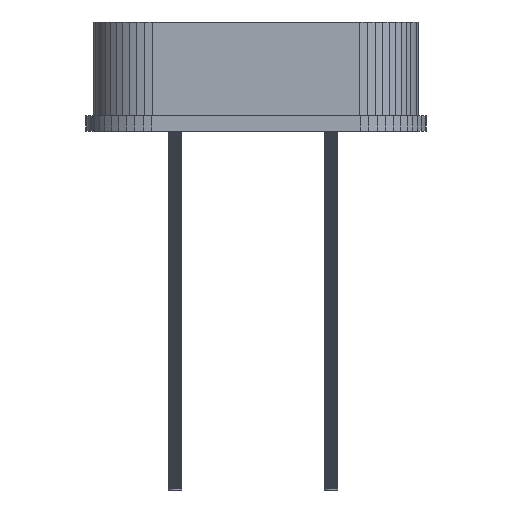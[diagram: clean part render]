
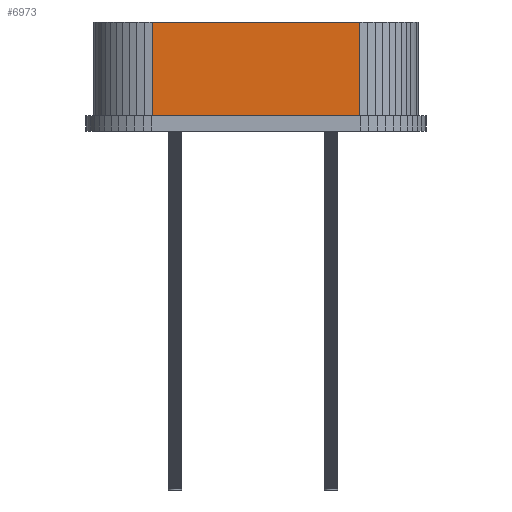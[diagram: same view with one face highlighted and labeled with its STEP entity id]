
A CAD part, front view. The second image highlights one B-rep face of the part: STEP entity #6973.
In plain terms, the highlighted planar face has unit normal (0, -1, 0).
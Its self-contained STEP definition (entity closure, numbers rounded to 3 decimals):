
#32 = PLANE('',#33);
#33 = AXIS2_PLACEMENT_3D('',#34,#35,#36);
#34 = CARTESIAN_POINT('',(0.,0.,0.5));
#35 = DIRECTION('',(0.,0.,1.));
#36 = DIRECTION('',(1.,0.,0.));
#1769 = VERTEX_POINT('',#1770);
#1770 = CARTESIAN_POINT('',(3.326,-1.996,0.5));
#1783 = PLANE('',#1784);
#1784 = AXIS2_PLACEMENT_3D('',#1785,#1786,#1787);
#1785 = CARTESIAN_POINT('',(3.45,-1.98,1.75));
#1786 = DIRECTION('',(0.125,-0.992,0.));
#1787 = DIRECTION('',(-0.992,-0.125,0.));
#1794 = EDGE_CURVE('',#1795,#1769,#1797,.T.);
#1795 = VERTEX_POINT('',#1796);
#1796 = CARTESIAN_POINT('',(-3.326,-1.996,0.5));
#1797 = SURFACE_CURVE('',#1798,(#1802,#1808),.PCURVE_S1.);
#1798 = LINE('',#1799,#1800);
#1799 = CARTESIAN_POINT('',(0.,-1.996,0.5));
#1800 = VECTOR('',#1801,1.);
#1801 = DIRECTION('',(1.,0.,0.));
#1802 = PCURVE('',#32,#1803);
#1803 = DEFINITIONAL_REPRESENTATION('',(#1804),#1807);
#1804 = B_SPLINE_CURVE_WITH_KNOTS('',1,(#1805,#1806),.UNSPECIFIED.,.F.,
  .F.,(2,2),(-3.991,3.991),.PIECEWISE_BEZIER_KNOTS.);
#1805 = CARTESIAN_POINT('',(-3.991,-1.996));
#1806 = CARTESIAN_POINT('',(3.991,-1.996));
#1807 = ( GEOMETRIC_REPRESENTATION_CONTEXT(2) 
PARAMETRIC_REPRESENTATION_CONTEXT() REPRESENTATION_CONTEXT('2D SPACE',''
  ) );
#1808 = PCURVE('',#1809,#1814);
#1809 = PLANE('',#1810);
#1810 = AXIS2_PLACEMENT_3D('',#1811,#1812,#1813);
#1811 = CARTESIAN_POINT('',(0.,-1.996,1.75));
#1812 = DIRECTION('',(-0.,-1.,-0.));
#1813 = DIRECTION('',(0.,0.,-1.));
#1814 = DEFINITIONAL_REPRESENTATION('',(#1815),#1818);
#1815 = B_SPLINE_CURVE_WITH_KNOTS('',1,(#1816,#1817),.UNSPECIFIED.,.F.,
  .F.,(2,2),(-3.991,3.991),.PIECEWISE_BEZIER_KNOTS.);
#1816 = CARTESIAN_POINT('',(1.25,-3.991));
#1817 = CARTESIAN_POINT('',(1.25,3.991));
#1818 = ( GEOMETRIC_REPRESENTATION_CONTEXT(2) 
PARAMETRIC_REPRESENTATION_CONTEXT() REPRESENTATION_CONTEXT('2D SPACE',''
  ) );
#1835 = PLANE('',#1836);
#1836 = AXIS2_PLACEMENT_3D('',#1837,#1838,#1839);
#1837 = CARTESIAN_POINT('',(-3.45,-1.98,1.75));
#1838 = DIRECTION('',(-0.125,-0.992,-0.));
#1839 = DIRECTION('',(-0.992,0.125,0.));
#5226 = PLANE('',#5227);
#5227 = AXIS2_PLACEMENT_3D('',#5228,#5229,#5230);
#5228 = CARTESIAN_POINT('',(0.,0.,3.5)
  );
#5229 = DIRECTION('',(0.,0.,1.));
#5230 = DIRECTION('',(1.,0.,0.));
#6928 = EDGE_CURVE('',#1795,#6929,#6931,.T.);
#6929 = VERTEX_POINT('',#6930);
#6930 = CARTESIAN_POINT('',(-3.326,-1.996,3.5));
#6931 = SURFACE_CURVE('',#6932,(#6936,#6943),.PCURVE_S1.);
#6932 = LINE('',#6933,#6934);
#6933 = CARTESIAN_POINT('',(-3.326,-1.996,0.));
#6934 = VECTOR('',#6935,1.);
#6935 = DIRECTION('',(0.,0.,1.));
#6936 = PCURVE('',#1835,#6937);
#6937 = DEFINITIONAL_REPRESENTATION('',(#6938),#6942);
#6938 = LINE('',#6939,#6940);
#6939 = CARTESIAN_POINT('',(-0.126,1.75));
#6940 = VECTOR('',#6941,1.);
#6941 = DIRECTION('',(0.,-1.));
#6942 = ( GEOMETRIC_REPRESENTATION_CONTEXT(2) 
PARAMETRIC_REPRESENTATION_CONTEXT() REPRESENTATION_CONTEXT('2D SPACE',''
  ) );
#6943 = PCURVE('',#1809,#6944);
#6944 = DEFINITIONAL_REPRESENTATION('',(#6945),#6949);
#6945 = LINE('',#6946,#6947);
#6946 = CARTESIAN_POINT('',(1.75,-3.326));
#6947 = VECTOR('',#6948,1.);
#6948 = DIRECTION('',(-1.,0.));
#6949 = ( GEOMETRIC_REPRESENTATION_CONTEXT(2) 
PARAMETRIC_REPRESENTATION_CONTEXT() REPRESENTATION_CONTEXT('2D SPACE',''
  ) );
#6973 = ADVANCED_FACE('',(#6974),#1809,.T.);
#6974 = FACE_BOUND('',#6975,.T.);
#6975 = EDGE_LOOP('',(#6976,#6977,#6978,#7001));
#6976 = ORIENTED_EDGE('',*,*,#6928,.F.);
#6977 = ORIENTED_EDGE('',*,*,#1794,.T.);
#6978 = ORIENTED_EDGE('',*,*,#6979,.F.);
#6979 = EDGE_CURVE('',#6980,#1769,#6982,.T.);
#6980 = VERTEX_POINT('',#6981);
#6981 = CARTESIAN_POINT('',(3.326,-1.996,3.5));
#6982 = SURFACE_CURVE('',#6983,(#6987,#6994),.PCURVE_S1.);
#6983 = LINE('',#6984,#6985);
#6984 = CARTESIAN_POINT('',(3.326,-1.996,3.5));
#6985 = VECTOR('',#6986,1.);
#6986 = DIRECTION('',(0.,0.,-1.));
#6987 = PCURVE('',#1809,#6988);
#6988 = DEFINITIONAL_REPRESENTATION('',(#6989),#6993);
#6989 = LINE('',#6990,#6991);
#6990 = CARTESIAN_POINT('',(-1.75,3.326));
#6991 = VECTOR('',#6992,1.);
#6992 = DIRECTION('',(1.,0.));
#6993 = ( GEOMETRIC_REPRESENTATION_CONTEXT(2) 
PARAMETRIC_REPRESENTATION_CONTEXT() REPRESENTATION_CONTEXT('2D SPACE',''
  ) );
#6994 = PCURVE('',#1783,#6995);
#6995 = DEFINITIONAL_REPRESENTATION('',(#6996),#7000);
#6996 = LINE('',#6997,#6998);
#6997 = CARTESIAN_POINT('',(0.126,-1.75));
#6998 = VECTOR('',#6999,1.);
#6999 = DIRECTION('',(-0.,1.));
#7000 = ( GEOMETRIC_REPRESENTATION_CONTEXT(2) 
PARAMETRIC_REPRESENTATION_CONTEXT() REPRESENTATION_CONTEXT('2D SPACE',''
  ) );
#7001 = ORIENTED_EDGE('',*,*,#7002,.T.);
#7002 = EDGE_CURVE('',#6980,#6929,#7003,.T.);
#7003 = SURFACE_CURVE('',#7004,(#7008,#7015),.PCURVE_S1.);
#7004 = LINE('',#7005,#7006);
#7005 = CARTESIAN_POINT('',(3.326,-1.996,3.5));
#7006 = VECTOR('',#7007,1.);
#7007 = DIRECTION('',(-1.,0.,0.));
#7008 = PCURVE('',#1809,#7009);
#7009 = DEFINITIONAL_REPRESENTATION('',(#7010),#7014);
#7010 = LINE('',#7011,#7012);
#7011 = CARTESIAN_POINT('',(-1.75,3.326));
#7012 = VECTOR('',#7013,1.);
#7013 = DIRECTION('',(0.,-1.));
#7014 = ( GEOMETRIC_REPRESENTATION_CONTEXT(2) 
PARAMETRIC_REPRESENTATION_CONTEXT() REPRESENTATION_CONTEXT('2D SPACE',''
  ) );
#7015 = PCURVE('',#5226,#7016);
#7016 = DEFINITIONAL_REPRESENTATION('',(#7017),#7021);
#7017 = LINE('',#7018,#7019);
#7018 = CARTESIAN_POINT('',(3.326,-1.996));
#7019 = VECTOR('',#7020,1.);
#7020 = DIRECTION('',(-1.,0.));
#7021 = ( GEOMETRIC_REPRESENTATION_CONTEXT(2) 
PARAMETRIC_REPRESENTATION_CONTEXT() REPRESENTATION_CONTEXT('2D SPACE',''
  ) );
